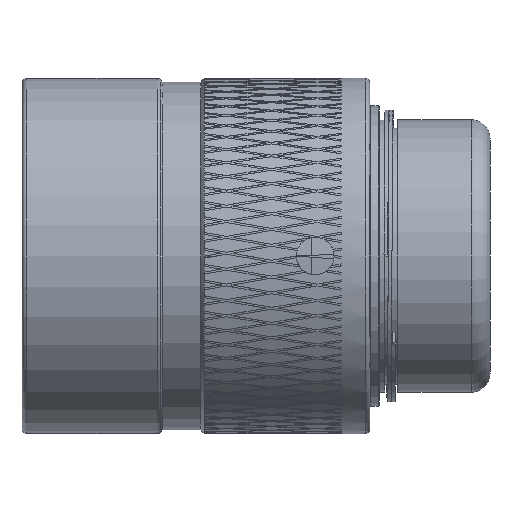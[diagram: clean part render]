
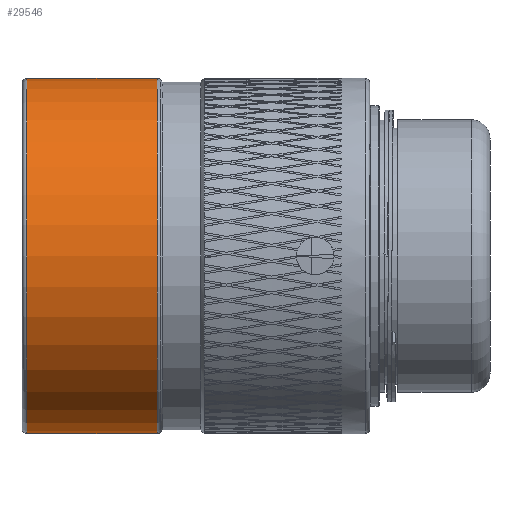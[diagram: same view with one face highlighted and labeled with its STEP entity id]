
A CAD part, front view. The second image highlights one B-rep face of the part: STEP entity #29546.
In plain terms, the highlighted cylindrical face has radius 18.9 mm (diameter 37.8 mm), a full revolution.
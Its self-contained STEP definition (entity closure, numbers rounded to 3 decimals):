
#1770=FACE_OUTER_BOUND('',#3566,.T.);
#3566=EDGE_LOOP('',(#18730,#18731,#18732,#18733,#18734,#18735,#18736));
#5354=CIRCLE('',#31490,18.9);
#5355=CIRCLE('',#31491,18.9);
#5360=CIRCLE('',#31498,18.9);
#5361=CIRCLE('',#31499,18.9);
#5362=CIRCLE('',#31500,18.9);
#9504=LINE('',#36420,#9910);
#9910=VECTOR('',#33032,18.9);
#10463=VERTEX_POINT('',#36400);
#10464=VERTEX_POINT('',#36402);
#10468=VERTEX_POINT('',#36415);
#10469=VERTEX_POINT('',#36416);
#10470=VERTEX_POINT('',#36418);
#13696=EDGE_CURVE('',#10463,#10464,#5354,.T.);
#13697=EDGE_CURVE('',#10464,#10463,#5355,.T.);
#13703=EDGE_CURVE('',#10468,#10469,#5360,.T.);
#13704=EDGE_CURVE('',#10470,#10468,#5361,.T.);
#13705=EDGE_CURVE('',#10470,#10464,#9504,.T.);
#13706=EDGE_CURVE('',#10469,#10470,#5362,.T.);
#18730=ORIENTED_EDGE('',*,*,#13703,.F.);
#18731=ORIENTED_EDGE('',*,*,#13704,.F.);
#18732=ORIENTED_EDGE('',*,*,#13705,.T.);
#18733=ORIENTED_EDGE('',*,*,#13696,.F.);
#18734=ORIENTED_EDGE('',*,*,#13697,.F.);
#18735=ORIENTED_EDGE('',*,*,#13705,.F.);
#18736=ORIENTED_EDGE('',*,*,#13706,.F.);
#27394=CYLINDRICAL_SURFACE('',#31497,18.9);
#29546=ADVANCED_FACE('',(#1770),#27394,.T.);
#31490=AXIS2_PLACEMENT_3D('',#36403,#33011,#33012);
#31491=AXIS2_PLACEMENT_3D('',#36404,#33013,#33014);
#31497=AXIS2_PLACEMENT_3D('',#36414,#33026,#33027);
#31498=AXIS2_PLACEMENT_3D('',#36417,#33028,#33029);
#31499=AXIS2_PLACEMENT_3D('',#36419,#33030,#33031);
#31500=AXIS2_PLACEMENT_3D('',#36421,#33033,#33034);
#33011=DIRECTION('center_axis',(1.,0.,0.));
#33012=DIRECTION('ref_axis',(0.,1.,0.));
#33013=DIRECTION('center_axis',(1.,0.,0.));
#33014=DIRECTION('ref_axis',(0.,1.,0.));
#33026=DIRECTION('center_axis',(-1.,0.,0.));
#33027=DIRECTION('ref_axis',(0.,1.,0.));
#33028=DIRECTION('center_axis',(-1.,0.,0.));
#33029=DIRECTION('ref_axis',(0.,-1.,0.));
#33030=DIRECTION('center_axis',(-1.,0.,0.));
#33031=DIRECTION('ref_axis',(0.,-1.,0.));
#33032=DIRECTION('',(1.,0.,0.));
#33033=DIRECTION('center_axis',(-1.,0.,0.));
#33034=DIRECTION('ref_axis',(0.,-1.,0.));
#36400=CARTESIAN_POINT('',(3.093,0.,18.9));
#36402=CARTESIAN_POINT('',(3.093,-18.9,0.));
#36403=CARTESIAN_POINT('Origin',(3.093,0.,0.));
#36404=CARTESIAN_POINT('Origin',(3.093,0.,0.));
#36414=CARTESIAN_POINT('Origin',(7.2,0.,0.));
#36415=CARTESIAN_POINT('',(-10.8,18.9,0.));
#36416=CARTESIAN_POINT('',(-10.8,0.,-18.9));
#36417=CARTESIAN_POINT('Origin',(-10.8,0.,0.));
#36418=CARTESIAN_POINT('',(-10.8,-18.9,0.));
#36419=CARTESIAN_POINT('Origin',(-10.8,0.,0.));
#36420=CARTESIAN_POINT('',(7.2,-18.9,0.));
#36421=CARTESIAN_POINT('Origin',(-10.8,0.,0.));
